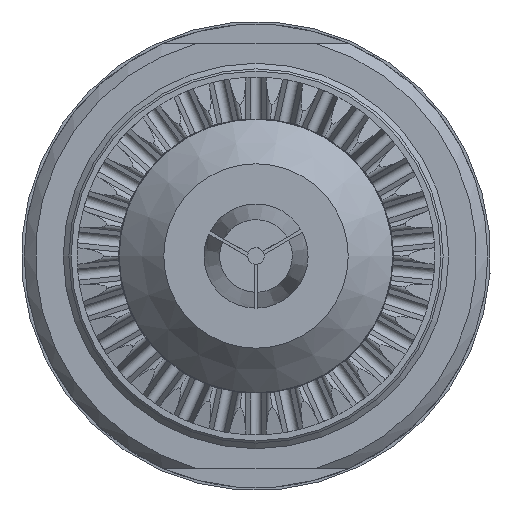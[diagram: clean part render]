
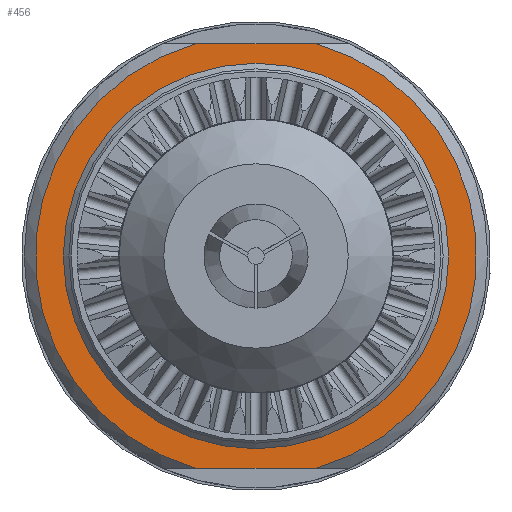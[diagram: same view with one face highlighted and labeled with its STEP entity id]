
A CAD part, left-side view. The second image highlights one B-rep face of the part: STEP entity #456.
In plain terms, the highlighted planar face has unit normal (-1, 0, 0).
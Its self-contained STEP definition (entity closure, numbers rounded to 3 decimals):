
#213=CARTESIAN_POINT('',(-85.,-5.391,-19.0));
#214=VERTEX_POINT('',#213);
#228=CARTESIAN_POINT('',(-85.,5.391,-19.0));
#229=VERTEX_POINT('',#228);
#230=CARTESIAN_POINT('',(-85.,5.391,-19.0));
#231=DIRECTION('',(0.0,-1.0,0.0));
#232=VECTOR('',#231,10.782);
#233=LINE('',#230,#232);
#234=EDGE_CURVE('',#229,#214,#233,.T.);
#299=CARTESIAN_POINT('',(-85.,5.391,19.0));
#300=VERTEX_POINT('',#299);
#314=CARTESIAN_POINT('',(-85.,-5.391,19.0));
#315=VERTEX_POINT('',#314);
#316=CARTESIAN_POINT('',(-85.,-5.391,19.0));
#317=DIRECTION('',(0.0,1.0,0.0));
#318=VECTOR('',#317,10.782);
#319=LINE('',#316,#318);
#320=EDGE_CURVE('',#315,#300,#319,.T.);
#392=CARTESIAN_POINT('',(-85.,0.,0.));
#393=DIRECTION('',(1.0,0.0,0.0));
#394=DIRECTION('',(0.0,1.0,0.0));
#395=AXIS2_PLACEMENT_3D('',#392,#393,#394);
#396=CIRCLE('',#395,19.75);
#397=EDGE_CURVE('',#229,#300,#396,.T.);
#424=CARTESIAN_POINT('',(-85.,8.,0.));
#425=VERTEX_POINT('',#424);
#426=CARTESIAN_POINT('',(-85.,0.,0.));
#427=DIRECTION('',(1.0,0.0,0.0));
#428=DIRECTION('',(0.0,1.0,0.0));
#429=AXIS2_PLACEMENT_3D('',#426,#427,#428);
#430=CIRCLE('',#429,8.0);
#431=EDGE_CURVE('',#425,#425,#430,.T.);
#436=CARTESIAN_POINT('',(-85.,13.875,0.));
#437=DIRECTION('',(-1.0,0.0,0.0));
#438=DIRECTION('',(0.0,0.0,1.0));
#439=AXIS2_PLACEMENT_3D('',#436,#437,#438);
#440=PLANE('',#439);
#441=ORIENTED_EDGE('',*,*,#234,.T.);
#442=CARTESIAN_POINT('',(-85.,0.,0.));
#443=DIRECTION('',(1.0,0.0,0.0));
#444=DIRECTION('',(0.0,1.0,0.0));
#445=AXIS2_PLACEMENT_3D('',#442,#443,#444);
#446=CIRCLE('',#445,19.75);
#447=EDGE_CURVE('',#315,#214,#446,.T.);
#448=ORIENTED_EDGE('',*,*,#447,.F.);
#449=ORIENTED_EDGE('',*,*,#320,.T.);
#450=ORIENTED_EDGE('',*,*,#397,.F.);
#451=EDGE_LOOP('',(#441,#448,#449,#450));
#452=FACE_OUTER_BOUND('',#451,.T.);
#453=ORIENTED_EDGE('',*,*,#431,.T.);
#454=EDGE_LOOP('',(#453));
#455=FACE_BOUND('',#454,.T.);
#456=ADVANCED_FACE('',(#452,#455),#440,.T.);
